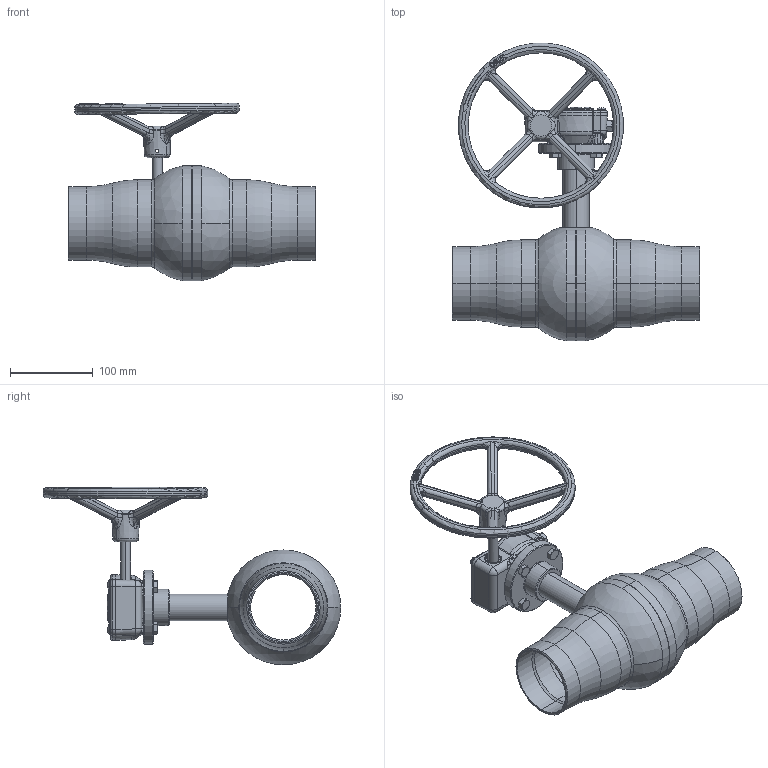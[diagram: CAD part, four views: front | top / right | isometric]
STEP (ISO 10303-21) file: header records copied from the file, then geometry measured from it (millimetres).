
FILE_DESCRIPTION (( 'STEP AP214' ), '1' );
FILE_NAME ('8600225080 480.step', '2025-05-29T08:15:41', ( '' ), ( '' ), 'SwSTEP 2.0', 'SolidWorks 2023', '' );
FILE_SCHEMA (( 'AUTOMOTIVE_DESIGN' ));
Length unit declared in the file: millimetre
Products named in the file (1): 8600225080 480
Bounding box: 300 x 360.26 x 214.97 mm (x, y, z)
Surface area: 243146.7 mm2 (no closed solid volume)
Topology: 0 solids, 16 shells, 778 faces, 2230 edges, 1395 vertices
Faces by surface type: plane 257, bspline 212, cone 125, cylinder 113, torus 52, sphere 19
Entity records: 43471 total; most frequent: CARTESIAN_POINT 25876, ORIENTED_EDGE 3890, DIRECTION 3100, EDGE_CURVE 2218, VERTEX_POINT 1395, AXIS2_PLACEMENT_3D 1196, EDGE_LOOP 825, ADVANCED_FACE 778
